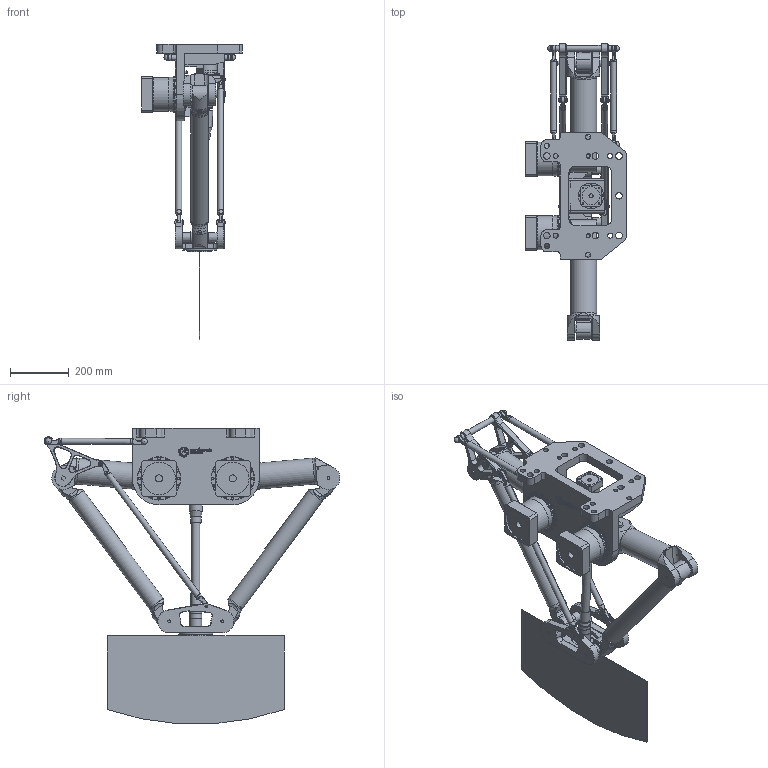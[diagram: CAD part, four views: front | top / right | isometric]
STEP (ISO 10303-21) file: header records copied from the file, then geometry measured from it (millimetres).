
FILE_DESCRIPTION(/* description */ (''),/* implementation_level */ '2;1');
FILE_NAME(/* name */ '3D-model_A_00912.stp',/* time_stamp */ '2024-03-22T11:06:31+01:00',/* author */ ('michael.schutter'),/* organization */ ('Majatronic'),/* preprocessor_version */ 'ST-DEVELOPER v19.2',/* originating_system */ 'Autodesk Inventor 2023',/* authorisation */ '');
FILE_SCHEMA (('AUTOMOTIVE_DESIGN { 1 0 10303 214 3 1 1 }'));
Products named in the file (17): MT_BGR00021915MT_BGR; MT_BGR00021224MT_BGR; MT_WST00066933MT_WST; MT_WST00055121MT_WST; MT_WST00055534MT_WST; MT_WST00066935MT_WST; MT_WST00060919MT_WST; MT_WST00064916MT_WST; MT_WST00060924MT_WST; MT_WST00069214MT_WST; MT_WST00065727MT_WST; MT_WST00066934MT_WST; MT_WST00060920MT_WST; MT_WST00060926MT_WST; MT_WST00060925MT_WST; MT_WST00069215MT_WST; MT_WST00060573MT_WST
Assembly tree (20 placements, depth 3):
  MT_BGR00021915MT_BGR
    MT_BGR00021224MT_BGR
      MT_WST00066933MT_WST
      MT_WST00055121MT_WST  x2
      MT_WST00055534MT_WST
      MT_WST00066935MT_WST
    MT_WST00060924MT_WST  x2
    MT_WST00060919MT_WST
    MT_WST00064916MT_WST
    MT_WST00069214MT_WST
    MT_WST00065727MT_WST
    MT_WST00066934MT_WST
    MT_WST00060920MT_WST  x2
    MT_WST00060926MT_WST  x2
    MT_WST00060925MT_WST
    MT_WST00069215MT_WST
    MT_WST00060573MT_WST
Bounding box: 342 x 1003.87 x 1001.98 mm (x, y, z)
Volume: 20662020.4 mm3; surface area: 2236763.1 mm2
Topology: 20 solids, 20 shells, 2195 faces, 5014 edges, 3190 vertices
Faces by surface type: plane 1032, cylinder 721, cone 302, torus 90, bspline 42, sphere 8
Full cylindrical faces by diameter (mm): 4.134 x32, 4.35 x8, 4.917 x20, 5 x32, 6 x9, 8 x4, 8.2 x24, 8.5 x32, 10 x36, 10.106 x1, 12 x5, 13 x24, 14 x1, 15 x4, 17.294 x8, 18 x16, 19.8 x8, 20 x23, 22 x7, 24 x2, 25 x2, 28 x1, 32 x13, 33 x1, 35 x1, 40 x11, 45 x1, 46 x1, 59.8 x4, 60 x6
Entity records: 57144 total; most frequent: CARTESIAN_POINT 14438, DIRECTION 8972, ORIENTED_EDGE 8180, EDGE_CURVE 4090, AXIS2_PLACEMENT_3D 3320, VERTEX_POINT 2638, LINE 2332, VECTOR 2332
